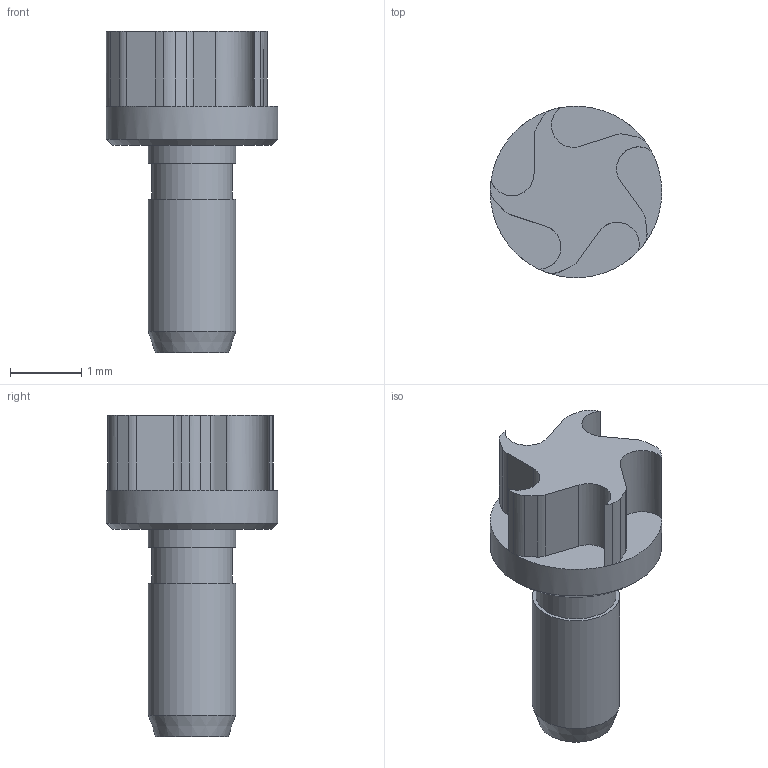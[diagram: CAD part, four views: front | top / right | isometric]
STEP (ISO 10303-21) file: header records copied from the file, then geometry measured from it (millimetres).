
FILE_DESCRIPTION(/* description */ (''),/* implementation_level */ '2;1');
FILE_NAME(/* name */ '2.5mm_top_thick.step',/* time_stamp */ '2023-08-05T18:45:52+01:00',/* author */ (''),/* organization */ (''),/* preprocessor_version */ 'ST-DEVELOPER v20',/* originating_system */ 'Autodesk Translation Framework v12.9.0.99',/* authorisation */ '');
FILE_SCHEMA (('AUTOMOTIVE_DESIGN { 1 0 10303 214 3 1 1 }'));
Length unit declared in the file: millimetre
Products named in the file (1): 2.5mm_top_thick
Bounding box: 2.4 x 2.4 x 4.5 mm (x, y, z)
Volume: 6.2 mm3; surface area: 42.2 mm2
Topology: 1 solids, 1 shells, 44 faces, 110 edges, 72 vertices
Faces by surface type: cylinder 25, plane 16, cone 3
Full cylindrical faces by diameter (mm): 0.87 x1, 1.125 x1, 1.225 x2, 2.4 x1
Entity records: 1367 total; most frequent: DIRECTION 252, CARTESIAN_POINT 227, ORIENTED_EDGE 220, EDGE_CURVE 110, AXIS2_PLACEMENT_3D 97, VERTEX_POINT 72, LINE 58, VECTOR 58
